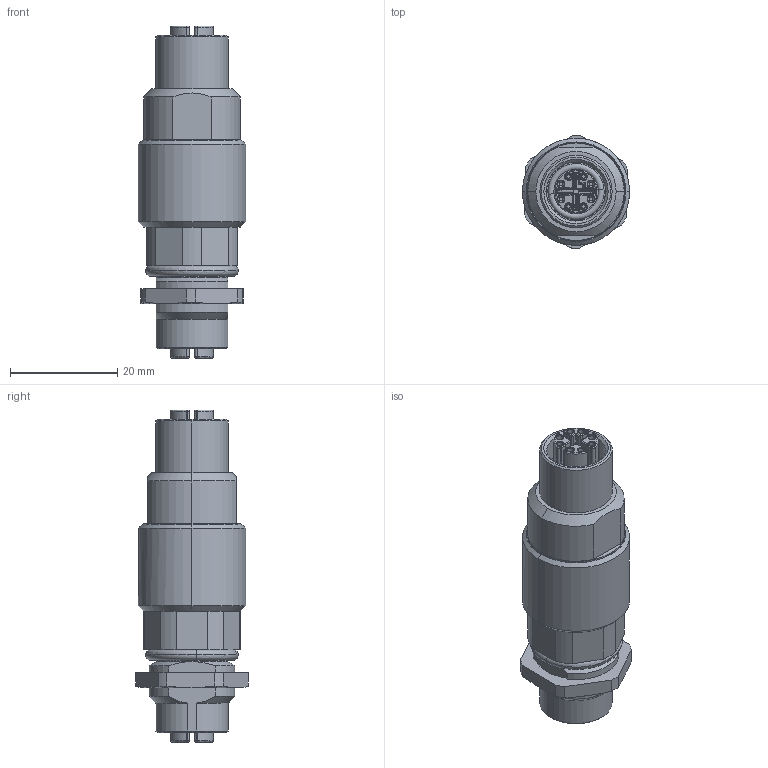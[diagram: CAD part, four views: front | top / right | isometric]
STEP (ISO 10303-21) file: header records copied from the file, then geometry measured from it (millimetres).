
FILE_DESCRIPTION(('CATIA V5 STEP Exchange','CAx-IF Rec.Pracs.--- Model Styling and Organization---1.4--- 2014-01-23'),'2;1');
FILE_NAME ('1225589-2_0_2731010000_2731010000.stp','2023-05-31T09:39:22+00:00',('none'),('Weidmueller'),'CATIA Version 5-6 Release 2016 SP3 HF44','CATIA V5 STEP AP214','none');
FILE_SCHEMA(('AUTOMOTIVE_DESIGN { 1 0 10303 214 1 1 1 1 }'));
Length unit declared in the file: millimetre
Products named in the file (1): 2731010000
Bounding box: 20 x 21 x 61.99 mm (x, y, z)
Volume: 12847.8 mm3; surface area: 6281.5 mm2
Topology: 4 solids, 5 shells, 734 faces, 1869 edges, 1165 vertices
Faces by surface type: cylinder 336, plane 144, bspline 110, cone 82, torus 62
Entity records: 24744 total; most frequent: CARTESIAN_POINT 9054, ORIENTED_EDGE 3730, DIRECTION 2471, EDGE_CURVE 1865, AXIS2_PLACEMENT_3D 1165, VERTEX_POINT 1165, EDGE_LOOP 766, ADVANCED_FACE 734
